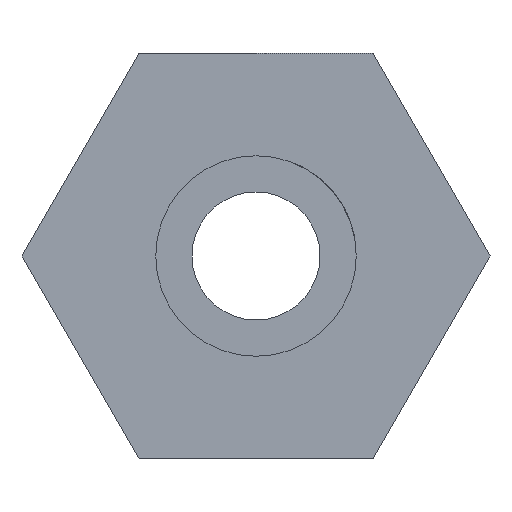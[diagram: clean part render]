
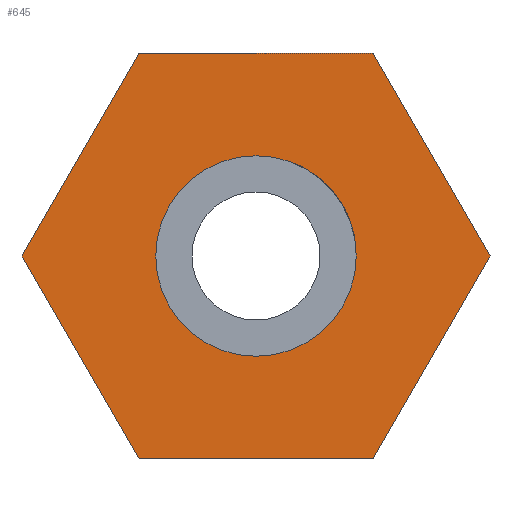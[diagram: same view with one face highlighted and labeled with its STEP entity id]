
A CAD part, left-side view. The second image highlights one B-rep face of the part: STEP entity #645.
In plain terms, the highlighted planar face has unit normal (-1, 0, 0).
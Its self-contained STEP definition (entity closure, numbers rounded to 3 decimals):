
#4 = LINE ( 'NONE', #1656, #814 ) ;
#91 = VERTEX_POINT ( 'NONE', #751 ) ;
#101 = VERTEX_POINT ( 'NONE', #2774 ) ;
#205 = VECTOR ( 'NONE', #2451, 1000. ) ;
#239 = ORIENTED_EDGE ( 'NONE', *, *, #1077, .F. ) ;
#254 = ORIENTED_EDGE ( 'NONE', *, *, #4956, .F. ) ;
#316 = DIRECTION ( 'NONE',  ( 0., 0., -1. ) ) ;
#341 = FACE_BOUND ( 'NONE', #701, .T. ) ;
#407 = CIRCLE ( 'NONE', #835, 4.7 ) ;
#433 = DIRECTION ( 'NONE',  ( 0., 0.5, -0.866 ) ) ;
#645 = ADVANCED_FACE ( 'NONE', ( #341, #3991 ), #4346, .F. ) ;
#697 = LINE ( 'NONE', #5326, #205 ) ;
#701 = EDGE_LOOP ( 'NONE', ( #4760, #254 ) ) ;
#745 = AXIS2_PLACEMENT_3D ( 'NONE', #1891, #3547, #5202 ) ;
#751 = CARTESIAN_POINT ( 'NONE',  ( 13., -5.485, -9.5 ) ) ;
#797 = CARTESIAN_POINT ( 'NONE',  ( 13., -5.485, -9.5 ) ) ;
#814 = VECTOR ( 'NONE', #2387, 1000. ) ;
#835 = AXIS2_PLACEMENT_3D ( 'NONE', #1655, #2384, #2493 ) ;
#915 = LINE ( 'NONE', #2563, #3139 ) ;
#952 = EDGE_CURVE ( 'NONE', #2534, #101, #4, .T. ) ;
#1014 = VERTEX_POINT ( 'NONE', #1733 ) ;
#1077 = EDGE_CURVE ( 'NONE', #2267, #91, #915, .T. ) ;
#1178 = LINE ( 'NONE', #2855, #2978 ) ;
#1211 = CARTESIAN_POINT ( 'NONE',  ( 13., -5.485, 9.5 ) ) ;
#1286 = EDGE_LOOP ( 'NONE', ( #1916, #2725, #239, #4400, #1358, #1788 ) ) ;
#1358 = ORIENTED_EDGE ( 'NONE', *, *, #2700, .F. ) ;
#1622 = CARTESIAN_POINT ( 'NONE',  ( 13., -5.485, 9.5 ) ) ;
#1655 = CARTESIAN_POINT ( 'NONE',  ( 13., 0., 0. ) ) ;
#1656 = CARTESIAN_POINT ( 'NONE',  ( 13., 10.97, 0. ) ) ;
#1723 = CARTESIAN_POINT ( 'NONE',  ( 13., 5.485, -9.5 ) ) ;
#1733 = CARTESIAN_POINT ( 'NONE',  ( 13., 0., 4.7 ) ) ;
#1759 = AXIS2_PLACEMENT_3D ( 'NONE', #3531, #4810, #316 ) ;
#1788 = ORIENTED_EDGE ( 'NONE', *, *, #952, .F. ) ;
#1808 = VERTEX_POINT ( 'NONE', #1723 ) ;
#1891 = CARTESIAN_POINT ( 'NONE',  ( 13., 0., 0. ) ) ;
#1916 = ORIENTED_EDGE ( 'NONE', *, *, #2555, .F. ) ;
#1936 = VECTOR ( 'NONE', #5210, 1000. ) ;
#2020 = LINE ( 'NONE', #1622, #2633 ) ;
#2047 = CARTESIAN_POINT ( 'NONE',  ( 13., 10.97, 0. ) ) ;
#2069 = EDGE_CURVE ( 'NONE', #91, #1808, #3639, .T. ) ;
#2151 = VERTEX_POINT ( 'NONE', #2416 ) ;
#2267 = VERTEX_POINT ( 'NONE', #4154 ) ;
#2384 = DIRECTION ( 'NONE',  ( -1., 0., 0. ) ) ;
#2387 = DIRECTION ( 'NONE',  ( 0., -0.5, 0.866 ) ) ;
#2416 = CARTESIAN_POINT ( 'NONE',  ( 13., 0., -4.7 ) ) ;
#2451 = DIRECTION ( 'NONE',  ( 0., 0.5, 0.866 ) ) ;
#2484 = DIRECTION ( 'NONE',  ( 0., -0.5, -0.866 ) ) ;
#2493 = DIRECTION ( 'NONE',  ( 0., 0., 1. ) ) ;
#2534 = VERTEX_POINT ( 'NONE', #2047 ) ;
#2555 = EDGE_CURVE ( 'NONE', #1808, #2534, #697, .T. ) ;
#2563 = CARTESIAN_POINT ( 'NONE',  ( 13., -10.97, 0. ) ) ;
#2633 = VECTOR ( 'NONE', #2484, 1000. ) ;
#2700 = EDGE_CURVE ( 'NONE', #101, #3869, #1178, .T. ) ;
#2725 = ORIENTED_EDGE ( 'NONE', *, *, #2069, .F. ) ;
#2774 = CARTESIAN_POINT ( 'NONE',  ( 13., 5.485, 9.5 ) ) ;
#2855 = CARTESIAN_POINT ( 'NONE',  ( 13., 5.485, 9.5 ) ) ;
#2978 = VECTOR ( 'NONE', #4513, 1000. ) ;
#3139 = VECTOR ( 'NONE', #433, 1000. ) ;
#3531 = CARTESIAN_POINT ( 'NONE',  ( 13., 0., 0. ) ) ;
#3547 = DIRECTION ( 'NONE',  ( -1., 0., 0. ) ) ;
#3639 = LINE ( 'NONE', #797, #1936 ) ;
#3869 = VERTEX_POINT ( 'NONE', #1211 ) ;
#3915 = EDGE_CURVE ( 'NONE', #3869, #2267, #2020, .T. ) ;
#3991 = FACE_OUTER_BOUND ( 'NONE', #1286, .T. ) ;
#4154 = CARTESIAN_POINT ( 'NONE',  ( 13., -10.97, 0. ) ) ;
#4346 = PLANE ( 'NONE',  #1759 ) ;
#4367 = CIRCLE ( 'NONE', #745, 4.7 ) ;
#4400 = ORIENTED_EDGE ( 'NONE', *, *, #3915, .F. ) ;
#4513 = DIRECTION ( 'NONE',  ( 0., -1., 0. ) ) ;
#4760 = ORIENTED_EDGE ( 'NONE', *, *, #5080, .F. ) ;
#4810 = DIRECTION ( 'NONE',  ( 1., 0., 0. ) ) ;
#4956 = EDGE_CURVE ( 'NONE', #2151, #1014, #4367, .T. ) ;
#5080 = EDGE_CURVE ( 'NONE', #1014, #2151, #407, .T. ) ;
#5202 = DIRECTION ( 'NONE',  ( 0., 0., 1. ) ) ;
#5210 = DIRECTION ( 'NONE',  ( 0., 1., 0. ) ) ;
#5326 = CARTESIAN_POINT ( 'NONE',  ( 13., 5.485, -9.5 ) ) ;
